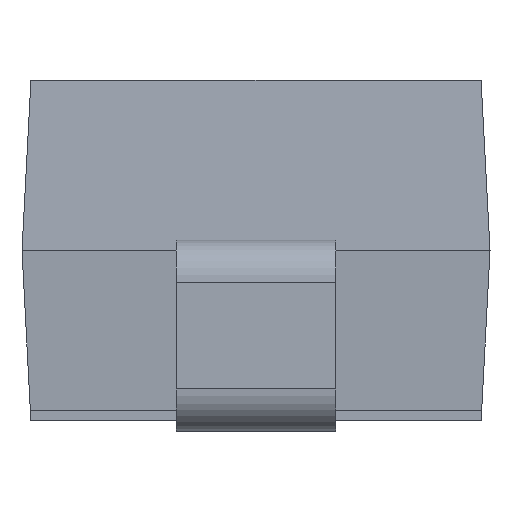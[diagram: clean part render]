
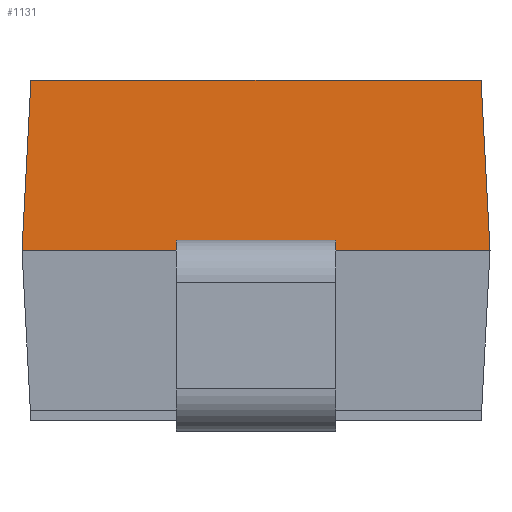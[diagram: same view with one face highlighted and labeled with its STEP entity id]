
A CAD part, left-side view. The second image highlights one B-rep face of the part: STEP entity #1131.
In plain terms, the highlighted planar face has unit normal (-0.999, 0, 0.052).
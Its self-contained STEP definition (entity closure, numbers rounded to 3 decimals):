
#2 = EDGE_CURVE ( 'NONE', #962, #26, #273, .T. ) ;
#26 = VERTEX_POINT ( 'NONE', #1240 ) ;
#62 = ORIENTED_EDGE ( 'NONE', *, *, #1473, .F. ) ;
#73 = LINE ( 'NONE', #517, #96 ) ;
#96 = VECTOR ( 'NONE', #1195, 1000. ) ;
#179 = DIRECTION ( 'NONE',  ( 0., -1., 0. ) ) ;
#190 = EDGE_LOOP ( 'NONE', ( #1230, #586, #62, #1302 ) ) ;
#232 = CARTESIAN_POINT ( 'NONE',  ( -2.458, -1.058, 0.8 ) ) ;
#273 = LINE ( 'NONE', #1349, #459 ) ;
#293 = CARTESIAN_POINT ( 'NONE',  ( -2.458, 0., 0.8 ) ) ;
#383 = DIRECTION ( 'NONE',  ( 0.052, 0., 0.999 ) ) ;
#412 = CARTESIAN_POINT ( 'NONE',  ( -2.458, 1.058, 0.8 ) ) ;
#431 = LINE ( 'NONE', #293, #1078 ) ;
#459 = VECTOR ( 'NONE', #890, 1000. ) ;
#517 = CARTESIAN_POINT ( 'NONE',  ( -2.494, 1.094, 0.115 ) ) ;
#521 = CARTESIAN_POINT ( 'NONE',  ( -2.5, -1.1, 0. ) ) ;
#551 = EDGE_CURVE ( 'NONE', #1285, #962, #73, .T. ) ;
#565 = DIRECTION ( 'NONE',  ( -0.052, -0.052, -0.997 ) ) ;
#586 = ORIENTED_EDGE ( 'NONE', *, *, #801, .F. ) ;
#625 = DIRECTION ( 'NONE',  ( -0.999, 0., 0.052 ) ) ;
#770 = CARTESIAN_POINT ( 'NONE',  ( -2.5, -1.1, 0. ) ) ;
#780 = LINE ( 'NONE', #770, #921 ) ;
#801 = EDGE_CURVE ( 'NONE', #1008, #26, #780, .T. ) ;
#856 = PLANE ( 'NONE',  #939 ) ;
#890 = DIRECTION ( 'NONE',  ( 0., -1., 0. ) ) ;
#921 = VECTOR ( 'NONE', #565, 1000. ) ;
#939 = AXIS2_PLACEMENT_3D ( 'NONE', #521, #625, #383 ) ;
#962 = VERTEX_POINT ( 'NONE', #1382 ) ;
#1008 = VERTEX_POINT ( 'NONE', #232 ) ;
#1078 = VECTOR ( 'NONE', #179, 1000. ) ;
#1131 = ADVANCED_FACE ( 'NONE', ( #1260 ), #856, .T. ) ;
#1195 = DIRECTION ( 'NONE',  ( -0.052, 0.052, -0.997 ) ) ;
#1230 = ORIENTED_EDGE ( 'NONE', *, *, #2, .T. ) ;
#1240 = CARTESIAN_POINT ( 'NONE',  ( -2.5, -1.1, 0. ) ) ;
#1260 = FACE_OUTER_BOUND ( 'NONE', #190, .T. ) ;
#1285 = VERTEX_POINT ( 'NONE', #412 ) ;
#1302 = ORIENTED_EDGE ( 'NONE', *, *, #551, .T. ) ;
#1349 = CARTESIAN_POINT ( 'NONE',  ( -2.5, -1.1, 0. ) ) ;
#1382 = CARTESIAN_POINT ( 'NONE',  ( -2.5, 1.1, 0. ) ) ;
#1473 = EDGE_CURVE ( 'NONE', #1285, #1008, #431, .T. ) ;
